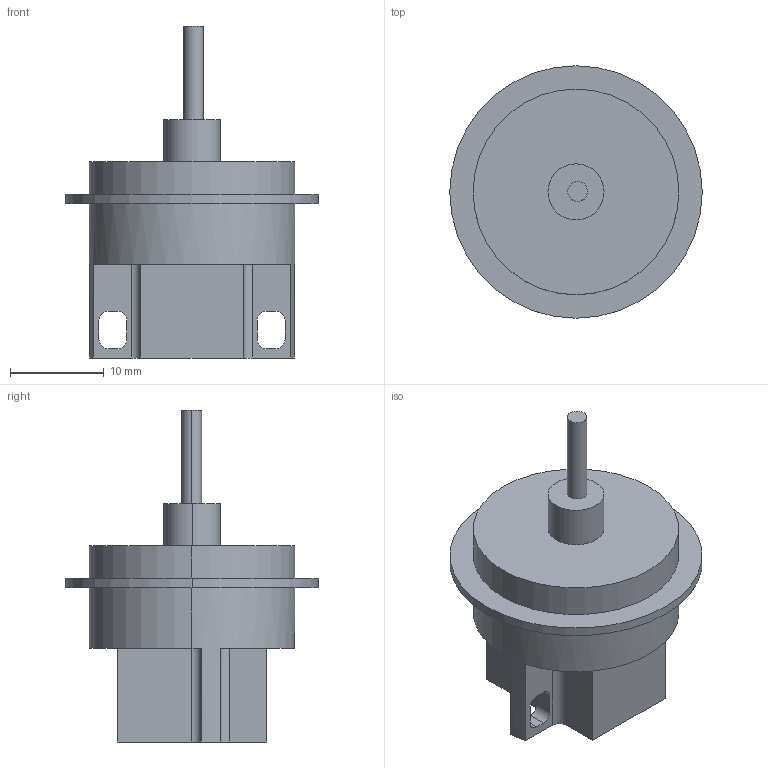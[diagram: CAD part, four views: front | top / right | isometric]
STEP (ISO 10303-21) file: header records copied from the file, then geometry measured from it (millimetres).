
FILE_DESCRIPTION(('CATIA V5 STEP Exchange'),'2;1');
FILE_NAME('custom_switch.stp','2022-02-19T12:56:44+00:00',('none'),('none'),'CATIA Version 5 Release 21 GA (IN-10)','CATIA V5 STEP AP203','none');
FILE_SCHEMA(('CONFIG_CONTROL_DESIGN'));
Length unit declared in the file: millimetre
Products named in the file (1): Product1
Assembly tree (2 placements, depth 2):
  Product1
    #58
    #1553
Bounding box: 27 x 27 x 35.5 mm (x, y, z)
Volume: 5571.6 mm3; surface area: 4291.3 mm2
Topology: 2 solids, 2 shells, 61 faces, 158 edges, 106 vertices
Faces by surface type: plane 37, cylinder 24
Entity records: 1855 total; most frequent: ORIENTED_EDGE 316, CARTESIAN_POINT 315, DIRECTION 260, EDGE_CURVE 158, VECTOR 106, LINE 106, VERTEX_POINT 106, AXIS2_PLACEMENT_3D 103
